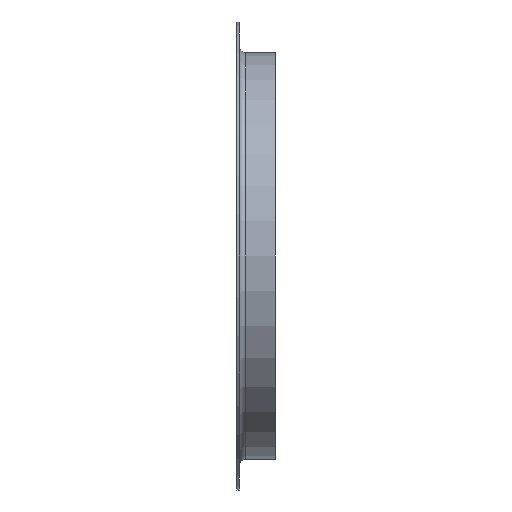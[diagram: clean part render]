
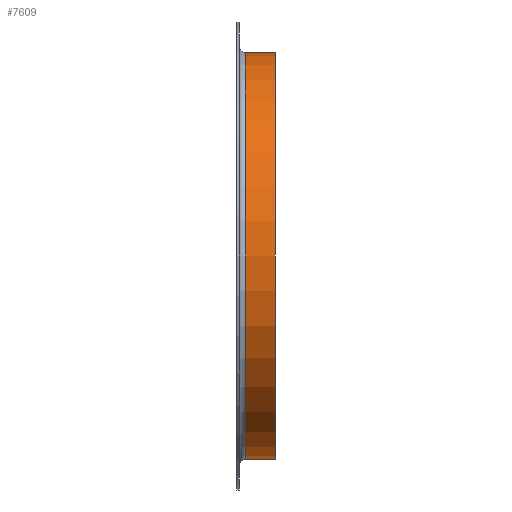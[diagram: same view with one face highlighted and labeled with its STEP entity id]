
A CAD part, front view. The second image highlights one B-rep face of the part: STEP entity #7609.
In plain terms, the highlighted cylindrical face has radius 209.55 mm (diameter 419.1 mm), a full revolution.
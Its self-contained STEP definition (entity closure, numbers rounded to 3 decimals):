
#451 = DIRECTION ( 'NONE',  ( -1., 0., 0. ) ) ;
#779 = EDGE_CURVE ( 'NONE', #2629, #2629, #13357, .T. ) ;
#850 = EDGE_LOOP ( 'NONE', ( #11233 ) ) ;
#1064 = DIRECTION ( 'NONE',  ( 0., 0., 1. ) ) ;
#2097 = FACE_OUTER_BOUND ( 'NONE', #4085, .T. ) ;
#2629 = VERTEX_POINT ( 'NONE', #9133 ) ;
#4085 = EDGE_LOOP ( 'NONE', ( #7996 ) ) ;
#4344 = AXIS2_PLACEMENT_3D ( 'NONE', #12402, #9927, #6737 ) ;
#6737 = DIRECTION ( 'NONE',  ( 0., 0., 1. ) ) ;
#6750 = CARTESIAN_POINT ( 'NONE',  ( 40., 0., 0. ) ) ;
#7178 = CARTESIAN_POINT ( 'NONE',  ( 9., 0., 209.55 ) ) ;
#7385 = CARTESIAN_POINT ( 'NONE',  ( 9., 0., 0. ) ) ;
#7609 = ADVANCED_FACE ( 'NONE', ( #2097, #10077 ), #14671, .T. ) ;
#7996 = ORIENTED_EDGE ( 'NONE', *, *, #12648, .F. ) ;
#9133 = CARTESIAN_POINT ( 'NONE',  ( 40., 0., 209.55 ) ) ;
#9411 = VERTEX_POINT ( 'NONE', #7178 ) ;
#9927 = DIRECTION ( 'NONE',  ( -1., 0., 0. ) ) ;
#10077 = FACE_OUTER_BOUND ( 'NONE', #850, .T. ) ;
#11233 = ORIENTED_EDGE ( 'NONE', *, *, #779, .T. ) ;
#11299 = DIRECTION ( 'NONE',  ( -1., 0., 0. ) ) ;
#11681 = AXIS2_PLACEMENT_3D ( 'NONE', #6750, #11299, #1064 ) ;
#12402 = CARTESIAN_POINT ( 'NONE',  ( 0., 0., 0. ) ) ;
#12617 = AXIS2_PLACEMENT_3D ( 'NONE', #7385, #451, #13071 ) ;
#12648 = EDGE_CURVE ( 'NONE', #9411, #9411, #12857, .T. ) ;
#12857 = CIRCLE ( 'NONE', #12617, 209.55 ) ;
#13071 = DIRECTION ( 'NONE',  ( 0., 0., 1. ) ) ;
#13357 = CIRCLE ( 'NONE', #11681, 209.55 ) ;
#14671 = CYLINDRICAL_SURFACE ( 'NONE', #4344, 209.55 ) ;
